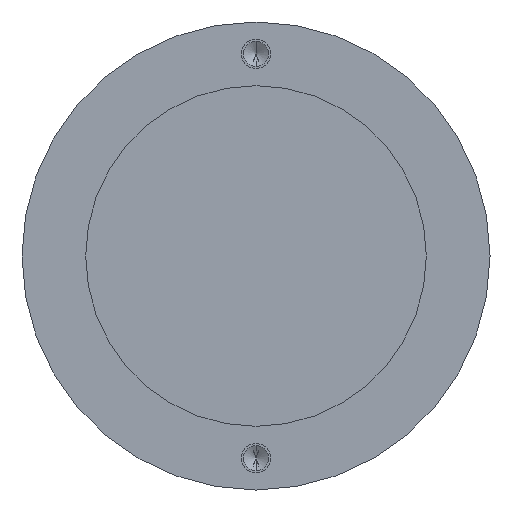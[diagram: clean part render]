
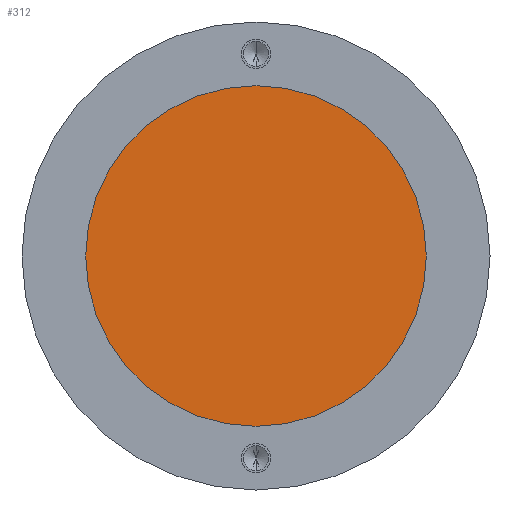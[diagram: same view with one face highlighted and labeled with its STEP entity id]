
A CAD part, left-side view. The second image highlights one B-rep face of the part: STEP entity #312.
In plain terms, the highlighted planar face has unit normal (-1, 0, 0).
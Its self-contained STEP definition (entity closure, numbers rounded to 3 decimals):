
#32 = DIRECTION ( 'NONE',  ( 1., 0., 0. ) ) ;
#76 = ORIENTED_EDGE ( 'NONE', *, *, #100, .F. ) ;
#100 = EDGE_CURVE ( 'NONE', #378, #537, #282, .T. ) ;
#133 = DIRECTION ( 'NONE',  ( 1., 0., 0. ) ) ;
#188 = AXIS2_PLACEMENT_3D ( 'NONE', #362, #32, #368 ) ;
#262 = CIRCLE ( 'NONE', #688, 17.45 ) ;
#282 = CIRCLE ( 'NONE', #188, 17.45 ) ;
#307 = CARTESIAN_POINT ( 'NONE',  ( 0., 0., -17.45 ) ) ;
#312 = ADVANCED_FACE ( 'NONE', ( #455 ), #462, .F. ) ;
#362 = CARTESIAN_POINT ( 'NONE',  ( 0., 0., 0. ) ) ;
#368 = DIRECTION ( 'NONE',  ( 0., 0., -1. ) ) ;
#378 = VERTEX_POINT ( 'NONE', #307 ) ;
#416 = AXIS2_PLACEMENT_3D ( 'NONE', #615, #677, #456 ) ;
#455 = FACE_OUTER_BOUND ( 'NONE', #581, .T. ) ;
#456 = DIRECTION ( 'NONE',  ( 0., 0., -1. ) ) ;
#462 = PLANE ( 'NONE',  #416 ) ;
#502 = CARTESIAN_POINT ( 'NONE',  ( 0., 0., 0. ) ) ;
#504 = ORIENTED_EDGE ( 'NONE', *, *, #606, .F. ) ;
#537 = VERTEX_POINT ( 'NONE', #595 ) ;
#559 = DIRECTION ( 'NONE',  ( 0., 0., -1. ) ) ;
#581 = EDGE_LOOP ( 'NONE', ( #504, #76 ) ) ;
#595 = CARTESIAN_POINT ( 'NONE',  ( 0., 0., 17.45 ) ) ;
#606 = EDGE_CURVE ( 'NONE', #537, #378, #262, .T. ) ;
#615 = CARTESIAN_POINT ( 'NONE',  ( 0., 0., 0. ) ) ;
#677 = DIRECTION ( 'NONE',  ( 1., 0., 0. ) ) ;
#688 = AXIS2_PLACEMENT_3D ( 'NONE', #502, #133, #559 ) ;
